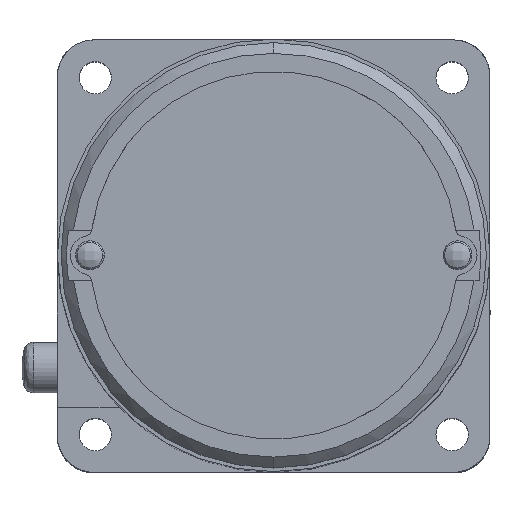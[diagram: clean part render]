
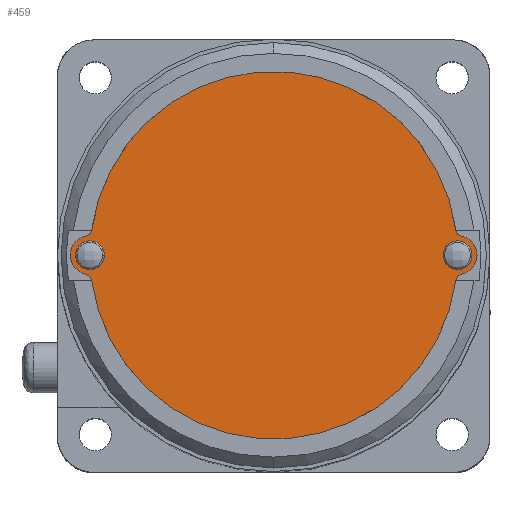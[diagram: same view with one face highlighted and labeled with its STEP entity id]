
A CAD part, top view. The second image highlights one B-rep face of the part: STEP entity #459.
In plain terms, the highlighted planar face has unit normal (0, 0, 1).
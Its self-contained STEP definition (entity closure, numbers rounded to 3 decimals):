
#106 = VERTEX_POINT ( 'NONE', #2598 ) ;
#192 = DIRECTION ( 'NONE',  ( 1., 0., 0. ) ) ;
#202 = ORIENTED_EDGE ( 'NONE', *, *, #902, .F. ) ;
#215 = ORIENTED_EDGE ( 'NONE', *, *, #2170, .F. ) ;
#339 = VERTEX_POINT ( 'NONE', #6199 ) ;
#368 = ORIENTED_EDGE ( 'NONE', *, *, #4876, .F. ) ;
#446 = EDGE_CURVE ( 'NONE', #3177, #5096, #3594, .T. ) ;
#459 = ADVANCED_FACE ( 'NONE', ( #3607, #3541, #3202 ), #3939, .F. ) ;
#567 = EDGE_CURVE ( 'NONE', #6530, #6421, #3936, .T. ) ;
#758 = DIRECTION ( 'NONE',  ( 0., 0., 1. ) ) ;
#815 = CIRCLE ( 'NONE', #1831, 1. ) ;
#891 = EDGE_CURVE ( 'NONE', #6421, #6530, #5100, .T. ) ;
#902 = EDGE_CURVE ( 'NONE', #106, #3177, #5321, .T. ) ;
#918 = ORIENTED_EDGE ( 'NONE', *, *, #4922, .F. ) ;
#1141 = CIRCLE ( 'NONE', #6098, 25.5 ) ;
#1339 = ORIENTED_EDGE ( 'NONE', *, *, #1443, .F. ) ;
#1378 = ORIENTED_EDGE ( 'NONE', *, *, #6404, .T. ) ;
#1424 = CARTESIAN_POINT ( 'NONE',  ( -27.5, 0., 75.1 ) ) ;
#1443 = EDGE_CURVE ( 'NONE', #1846, #106, #2542, .T. ) ;
#1505 = DIRECTION ( 'NONE',  ( 1., 0., 0. ) ) ;
#1517 = CARTESIAN_POINT ( 'NONE',  ( -23.5, 0., 75.1 ) ) ;
#1518 = CARTESIAN_POINT ( 'NONE',  ( -26.048, 2.644, 75.1 ) ) ;
#1526 = DIRECTION ( 'NONE',  ( 0., 0., 1. ) ) ;
#1572 = DIRECTION ( 'NONE',  ( 1., 0., 0. ) ) ;
#1583 = DIRECTION ( 'NONE',  ( 0., 0., 1. ) ) ;
#1647 = CARTESIAN_POINT ( 'NONE',  ( -25.5, 0., 75.1 ) ) ;
#1723 = EDGE_CURVE ( 'NONE', #4099, #1898, #2801, .T. ) ;
#1757 = AXIS2_PLACEMENT_3D ( 'NONE', #3690, #3663, #3626 ) ;
#1814 = AXIS2_PLACEMENT_3D ( 'NONE', #3894, #3869, #3840 ) ;
#1831 = AXIS2_PLACEMENT_3D ( 'NONE', #2454, #5955, #2982 ) ;
#1846 = VERTEX_POINT ( 'NONE', #3009 ) ;
#1868 = DIRECTION ( 'NONE',  ( 0., 0., -1. ) ) ;
#1898 = VERTEX_POINT ( 'NONE', #1518 ) ;
#1914 = VERTEX_POINT ( 'NONE', #2545 ) ;
#2005 = EDGE_CURVE ( 'NONE', #3521, #1898, #4719, .T. ) ;
#2049 = AXIS2_PLACEMENT_3D ( 'NONE', #4918, #1868, #5390 ) ;
#2075 = AXIS2_PLACEMENT_3D ( 'NONE', #2127, #5632, #2641 ) ;
#2087 = DIRECTION ( 'NONE',  ( 0., 0., 1. ) ) ;
#2127 = CARTESIAN_POINT ( 'NONE',  ( -26.251, 3.623, 75.1 ) ) ;
#2170 = EDGE_CURVE ( 'NONE', #339, #3467, #1141, .T. ) ;
#2179 = CIRCLE ( 'NONE', #5780, 1. ) ;
#2255 = CARTESIAN_POINT ( 'NONE',  ( 26.048, -2.644, 75.1 ) ) ;
#2349 = CARTESIAN_POINT ( 'NONE',  ( 28.2, 0., 75.1 ) ) ;
#2454 = CARTESIAN_POINT ( 'NONE',  ( -26.251, -3.623, 75.1 ) ) ;
#2542 = CIRCLE ( 'NONE', #2879, 1. ) ;
#2545 = CARTESIAN_POINT ( 'NONE',  ( 23.5, 0., 75.1 ) ) ;
#2556 = ORIENTED_EDGE ( 'NONE', *, *, #2005, .T. ) ;
#2590 = DIRECTION ( 'NONE',  ( 0., 0., -1. ) ) ;
#2598 = CARTESIAN_POINT ( 'NONE',  ( 26.048, 2.644, 75.1 ) ) ;
#2641 = DIRECTION ( 'NONE',  ( -1., 0., 0. ) ) ;
#2730 = ORIENTED_EDGE ( 'NONE', *, *, #567, .F. ) ;
#2801 = CIRCLE ( 'NONE', #2049, 2.7 ) ;
#2879 = AXIS2_PLACEMENT_3D ( 'NONE', #3104, #2087, #1572 ) ;
#2936 = AXIS2_PLACEMENT_3D ( 'NONE', #4075, #4057, #3782 ) ;
#2982 = DIRECTION ( 'NONE',  ( 1., 0., 0. ) ) ;
#3009 = CARTESIAN_POINT ( 'NONE',  ( 25.261, 3.486, 75.1 ) ) ;
#3044 = CARTESIAN_POINT ( 'NONE',  ( 25.5, 0., 75.1 ) ) ;
#3055 = EDGE_LOOP ( 'NONE', ( #368, #918 ) ) ;
#3104 = CARTESIAN_POINT ( 'NONE',  ( 26.251, 3.623, 75.1 ) ) ;
#3177 = VERTEX_POINT ( 'NONE', #2349 ) ;
#3202 = FACE_BOUND ( 'NONE', #3055, .T. ) ;
#3219 = AXIS2_PLACEMENT_3D ( 'NONE', #5580, #2590, #6076 ) ;
#3305 = DIRECTION ( 'NONE',  ( 0., 0., -1. ) ) ;
#3307 = AXIS2_PLACEMENT_3D ( 'NONE', #3044, #6480, #3569 ) ;
#3459 = ORIENTED_EDGE ( 'NONE', *, *, #4114, .F. ) ;
#3467 = VERTEX_POINT ( 'NONE', #5084 ) ;
#3521 = VERTEX_POINT ( 'NONE', #4124 ) ;
#3541 = FACE_OUTER_BOUND ( 'NONE', #6067, .T. ) ;
#3543 = AXIS2_PLACEMENT_3D ( 'NONE', #4273, #3822, #3802 ) ;
#3569 = DIRECTION ( 'NONE',  ( 1., 0., 0. ) ) ;
#3594 = CIRCLE ( 'NONE', #1814, 2.7 ) ;
#3607 = FACE_BOUND ( 'NONE', #5950, .T. ) ;
#3626 = DIRECTION ( 'NONE',  ( 1., 0., 0. ) ) ;
#3663 = DIRECTION ( 'NONE',  ( 0., 0., -1. ) ) ;
#3690 = CARTESIAN_POINT ( 'NONE',  ( 25.5, 0., 75.1 ) ) ;
#3782 = DIRECTION ( 'NONE',  ( 1., 0., 0. ) ) ;
#3802 = DIRECTION ( 'NONE',  ( -1., 0., 0. ) ) ;
#3822 = DIRECTION ( 'NONE',  ( 0., 0., -1. ) ) ;
#3840 = DIRECTION ( 'NONE',  ( 1., 0., 0. ) ) ;
#3845 = CARTESIAN_POINT ( 'NONE',  ( 26.251, -3.623, 75.1 ) ) ;
#3869 = DIRECTION ( 'NONE',  ( 0., 0., -1. ) ) ;
#3894 = CARTESIAN_POINT ( 'NONE',  ( 25.5, 0., 75.1 ) ) ;
#3897 = CIRCLE ( 'NONE', #3307, 2. ) ;
#3936 = CIRCLE ( 'NONE', #5853, 2. ) ;
#3939 = PLANE ( 'NONE',  #3543 ) ;
#4057 = DIRECTION ( 'NONE',  ( 0., 0., 1. ) ) ;
#4075 = CARTESIAN_POINT ( 'NONE',  ( -25.5, 0., 75.1 ) ) ;
#4099 = VERTEX_POINT ( 'NONE', #4309 ) ;
#4114 = EDGE_CURVE ( 'NONE', #5096, #339, #2179, .T. ) ;
#4124 = CARTESIAN_POINT ( 'NONE',  ( -25.261, 3.486, 75.1 ) ) ;
#4273 = CARTESIAN_POINT ( 'NONE',  ( 0., 25.5, 75.1 ) ) ;
#4309 = CARTESIAN_POINT ( 'NONE',  ( -26.048, -2.644, 75.1 ) ) ;
#4358 = DIRECTION ( 'NONE',  ( -1., 0., 0. ) ) ;
#4414 = EDGE_CURVE ( 'NONE', #3521, #1846, #5059, .T. ) ;
#4481 = VERTEX_POINT ( 'NONE', #4733 ) ;
#4639 = CARTESIAN_POINT ( 'NONE',  ( 25.5, 0., 75.1 ) ) ;
#4719 = CIRCLE ( 'NONE', #2075, 1. ) ;
#4724 = ORIENTED_EDGE ( 'NONE', *, *, #4414, .F. ) ;
#4733 = CARTESIAN_POINT ( 'NONE',  ( 27.5, 0., 75.1 ) ) ;
#4876 = EDGE_CURVE ( 'NONE', #4481, #1914, #3897, .T. ) ;
#4916 = CIRCLE ( 'NONE', #5304, 2. ) ;
#4918 = CARTESIAN_POINT ( 'NONE',  ( -25.5, 0., 75.1 ) ) ;
#4922 = EDGE_CURVE ( 'NONE', #1914, #4481, #4916, .T. ) ;
#5059 = CIRCLE ( 'NONE', #3219, 25.5 ) ;
#5084 = CARTESIAN_POINT ( 'NONE',  ( -25.261, -3.486, 75.1 ) ) ;
#5096 = VERTEX_POINT ( 'NONE', #2255 ) ;
#5100 = CIRCLE ( 'NONE', #2936, 2. ) ;
#5137 = DIRECTION ( 'NONE',  ( 1., 0., 0. ) ) ;
#5304 = AXIS2_PLACEMENT_3D ( 'NONE', #4639, #1583, #5137 ) ;
#5321 = CIRCLE ( 'NONE', #1757, 2.7 ) ;
#5390 = DIRECTION ( 'NONE',  ( 1., 0., 0. ) ) ;
#5464 = ORIENTED_EDGE ( 'NONE', *, *, #891, .F. ) ;
#5580 = CARTESIAN_POINT ( 'NONE',  ( 0., 0., 75.1 ) ) ;
#5632 = DIRECTION ( 'NONE',  ( 0., 0., -1. ) ) ;
#5780 = AXIS2_PLACEMENT_3D ( 'NONE', #3845, #758, #4358 ) ;
#5853 = AXIS2_PLACEMENT_3D ( 'NONE', #1647, #1526, #1505 ) ;
#5950 = EDGE_LOOP ( 'NONE', ( #2730, #5464 ) ) ;
#5955 = DIRECTION ( 'NONE',  ( 0., 0., -1. ) ) ;
#6067 = EDGE_LOOP ( 'NONE', ( #202, #1339, #4724, #2556, #6497, #1378, #215, #3459, #6096 ) ) ;
#6076 = DIRECTION ( 'NONE',  ( 1., 0., 0. ) ) ;
#6096 = ORIENTED_EDGE ( 'NONE', *, *, #446, .F. ) ;
#6098 = AXIS2_PLACEMENT_3D ( 'NONE', #6252, #3305, #192 ) ;
#6199 = CARTESIAN_POINT ( 'NONE',  ( 25.261, -3.486, 75.1 ) ) ;
#6252 = CARTESIAN_POINT ( 'NONE',  ( 0., 0., 75.1 ) ) ;
#6404 = EDGE_CURVE ( 'NONE', #4099, #3467, #815, .T. ) ;
#6421 = VERTEX_POINT ( 'NONE', #1424 ) ;
#6480 = DIRECTION ( 'NONE',  ( 0., 0., 1. ) ) ;
#6497 = ORIENTED_EDGE ( 'NONE', *, *, #1723, .F. ) ;
#6530 = VERTEX_POINT ( 'NONE', #1517 ) ;
